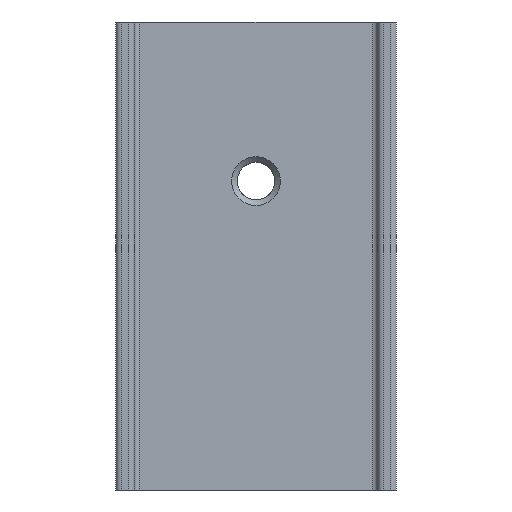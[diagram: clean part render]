
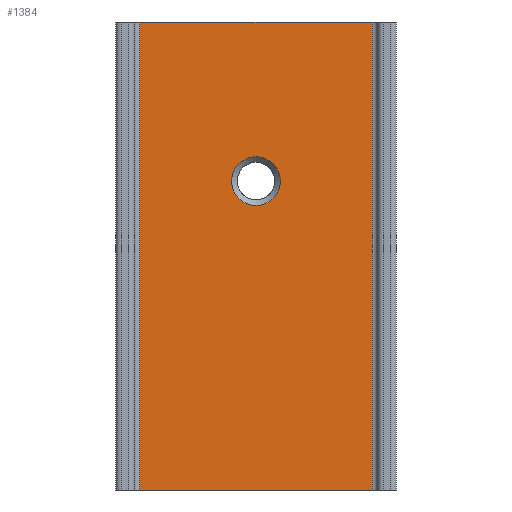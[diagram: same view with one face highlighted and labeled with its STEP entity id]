
A CAD part, front view. The second image highlights one B-rep face of the part: STEP entity #1384.
In plain terms, the highlighted planar face has unit normal (0, -1, 0).
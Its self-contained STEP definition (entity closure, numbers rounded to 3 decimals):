
#62=FACE_BOUND('',#138,.T.);
#64=FACE_OUTER_BOUND('',#137,.T.);
#137=EDGE_LOOP('',(#980,#981,#982,#983));
#138=EDGE_LOOP('',(#984));
#242=CIRCLE('',#1505,1.3);
#292=LINE('',#2102,#432);
#310=LINE('',#2175,#450);
#311=LINE('',#2176,#451);
#312=LINE('',#2177,#452);
#432=VECTOR('',#1661,1.);
#450=VECTOR('',#1717,1.);
#451=VECTOR('',#1718,1.);
#452=VECTOR('',#1719,1.);
#586=VERTEX_POINT('',#2099);
#587=VERTEX_POINT('',#2101);
#622=VERTEX_POINT('',#2173);
#623=VERTEX_POINT('',#2174);
#624=VERTEX_POINT('',#2178);
#729=EDGE_CURVE('',#586,#587,#292,.T.);
#765=EDGE_CURVE('',#622,#623,#310,.T.);
#766=EDGE_CURVE('',#622,#587,#311,.T.);
#767=EDGE_CURVE('',#623,#586,#312,.T.);
#768=EDGE_CURVE('',#624,#624,#242,.T.);
#980=ORIENTED_EDGE('',*,*,#765,.F.);
#981=ORIENTED_EDGE('',*,*,#766,.T.);
#982=ORIENTED_EDGE('',*,*,#729,.F.);
#983=ORIENTED_EDGE('',*,*,#767,.F.);
#984=ORIENTED_EDGE('',*,*,#768,.F.);
#1347=PLANE('',#1504);
#1384=ADVANCED_FACE('',(#64,#62),#1347,.T.);
#1504=AXIS2_PLACEMENT_3D('',#2172,#1715,#1716);
#1505=AXIS2_PLACEMENT_3D('',#2179,#1720,#1721);
#1661=DIRECTION('',(1.,0.,0.));
#1715=DIRECTION('center_axis',(0.,-1.,0.));
#1716=DIRECTION('ref_axis',(-1.,0.,0.));
#1717=DIRECTION('',(-1.,0.,0.));
#1718=DIRECTION('',(0.,0.,1.));
#1719=DIRECTION('',(0.,0.,1.));
#1720=DIRECTION('center_axis',(0.,-1.,0.));
#1721=DIRECTION('ref_axis',(1.,0.,0.));
#2099=CARTESIAN_POINT('',(-6.2,2.7,25.));
#2101=CARTESIAN_POINT('',(6.2,2.7,25.));
#2102=CARTESIAN_POINT('',(6.5,2.7,25.));
#2172=CARTESIAN_POINT('Origin',(6.5,2.7,0.));
#2173=CARTESIAN_POINT('',(6.2,2.7,0.));
#2174=CARTESIAN_POINT('',(-6.2,2.7,0.));
#2175=CARTESIAN_POINT('',(6.5,2.7,0.));
#2176=CARTESIAN_POINT('',(6.2,2.7,0.));
#2177=CARTESIAN_POINT('',(-6.2,2.7,0.));
#2178=CARTESIAN_POINT('',(-1.3,2.7,16.5));
#2179=CARTESIAN_POINT('Origin',(0.,2.7,16.5));
